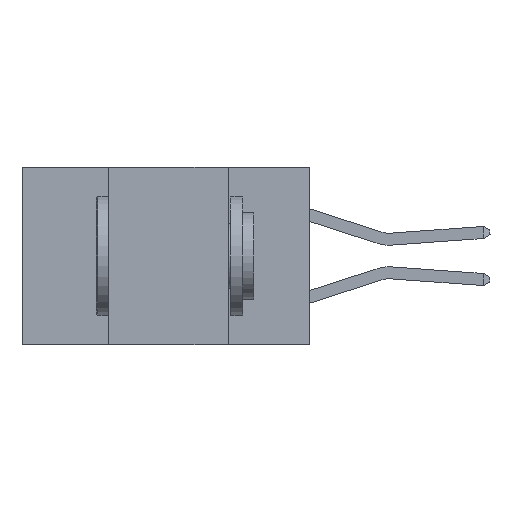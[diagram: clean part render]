
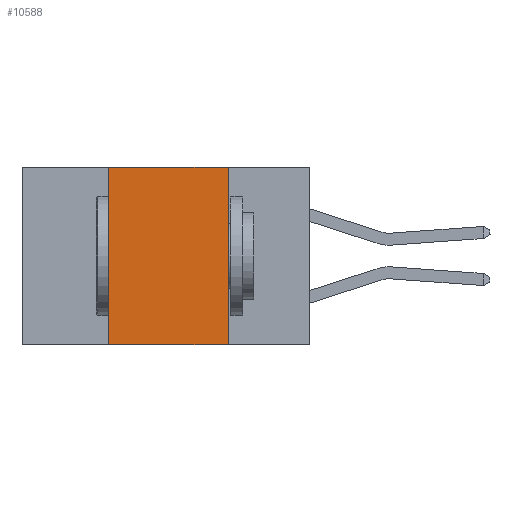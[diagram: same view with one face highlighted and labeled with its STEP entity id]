
A CAD part, left-side view. The second image highlights one B-rep face of the part: STEP entity #10588.
In plain terms, the highlighted planar face has unit normal (-1, 0, 0).
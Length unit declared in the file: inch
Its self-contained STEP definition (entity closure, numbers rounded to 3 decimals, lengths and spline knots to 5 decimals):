
#1366 = LINE ( 'NONE', #13328, #3224 ) ;
#2077 = VERTEX_POINT ( 'NONE', #12559 ) ;
#3224 = VECTOR ( 'NONE', #5949, 39.37008 ) ;
#4857 = CARTESIAN_POINT ( 'NONE',  ( 0., 0.42, 0. ) ) ;
#4869 = LINE ( 'NONE', #15849, #13780 ) ;
#5387 = EDGE_CURVE ( 'NONE', #12297, #14178, #17371, .T. ) ;
#5949 = DIRECTION ( 'NONE',  ( 0., -1., 0. ) ) ;
#6039 = FACE_OUTER_BOUND ( 'NONE', #7526, .T. ) ;
#7526 = EDGE_LOOP ( 'NONE', ( #19010, #11419, #11417, #18831 ) ) ;
#7867 = DIRECTION ( 'NONE',  ( 0., 0., -1. ) ) ;
#8267 = VECTOR ( 'NONE', #14277, 39.37008 ) ;
#8523 = EDGE_CURVE ( 'NONE', #2077, #13031, #4869, .T. ) ;
#9203 = CARTESIAN_POINT ( 'NONE',  ( 0., 0.42, -0.37 ) ) ;
#9899 = LINE ( 'NONE', #15989, #18793 ) ;
#10419 = DIRECTION ( 'NONE',  ( 1., 0., 0. ) ) ;
#10588 = ADVANCED_FACE ( 'NONE', ( #6039 ), #16503, .F. ) ;
#10720 = CARTESIAN_POINT ( 'NONE',  ( 0., 0.6, 0. ) ) ;
#11310 = DIRECTION ( 'NONE',  ( 0., -1., 0. ) ) ;
#11417 = ORIENTED_EDGE ( 'NONE', *, *, #5387, .F. ) ;
#11419 = ORIENTED_EDGE ( 'NONE', *, *, #17716, .F. ) ;
#12297 = VERTEX_POINT ( 'NONE', #9203 ) ;
#12559 = CARTESIAN_POINT ( 'NONE',  ( 0., 0.17, 0. ) ) ;
#13031 = VERTEX_POINT ( 'NONE', #17602 ) ;
#13328 = CARTESIAN_POINT ( 'NONE',  ( 0., 0.6, -0.37 ) ) ;
#13780 = VECTOR ( 'NONE', #7867, 39.37008 ) ;
#13976 = CARTESIAN_POINT ( 'NONE',  ( 0., 0.42, -0.37 ) ) ;
#14178 = VERTEX_POINT ( 'NONE', #4857 ) ;
#14277 = DIRECTION ( 'NONE',  ( 0., 0., 1. ) ) ;
#15849 = CARTESIAN_POINT ( 'NONE',  ( 0., 0.17, -0.37 ) ) ;
#15989 = CARTESIAN_POINT ( 'NONE',  ( 0., 0.6, 0. ) ) ;
#16503 = PLANE ( 'NONE',  #16814 ) ;
#16814 = AXIS2_PLACEMENT_3D ( 'NONE', #10720, #10419, #18008 ) ;
#17371 = LINE ( 'NONE', #13976, #8267 ) ;
#17602 = CARTESIAN_POINT ( 'NONE',  ( 0., 0.17, -0.37 ) ) ;
#17716 = EDGE_CURVE ( 'NONE', #14178, #2077, #9899, .T. ) ;
#18008 = DIRECTION ( 'NONE',  ( 0., 0., -1. ) ) ;
#18793 = VECTOR ( 'NONE', #11310, 39.37008 ) ;
#18831 = ORIENTED_EDGE ( 'NONE', *, *, #19021, .T. ) ;
#19010 = ORIENTED_EDGE ( 'NONE', *, *, #8523, .F. ) ;
#19021 = EDGE_CURVE ( 'NONE', #12297, #13031, #1366, .T. ) ;
